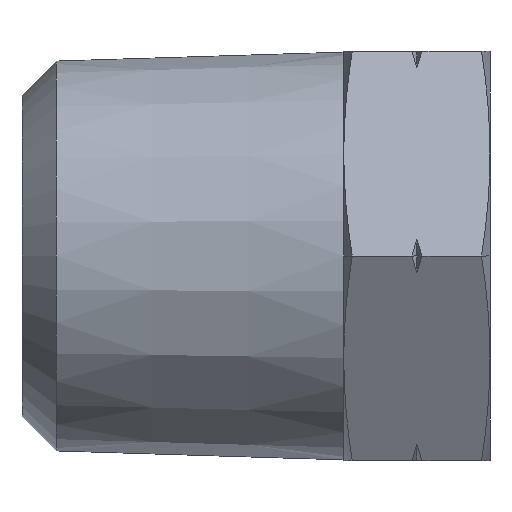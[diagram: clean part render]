
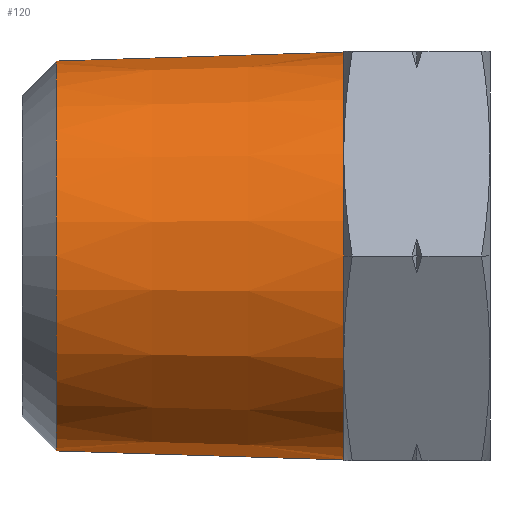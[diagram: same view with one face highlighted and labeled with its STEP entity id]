
A CAD part, left-side view. The second image highlights one B-rep face of the part: STEP entity #120.
In plain terms, the highlighted conical face has half-angle 1.78 degrees and reference radius 6.817 mm.
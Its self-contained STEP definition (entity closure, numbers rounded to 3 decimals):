
#120=ADVANCED_FACE('',(#266),#267,.T.);
#266=FACE_OUTER_BOUND('',#435,.T.);
#267=CONICAL_SURFACE('',#436,6.817,0.031);
#435=EDGE_LOOP('',(#714,#715,#716,#717));
#436=AXIS2_PLACEMENT_3D('',#718,#719,#720);
#714=ORIENTED_EDGE('',*,*,#1100,.F.);
#715=ORIENTED_EDGE('',*,*,#1101,.F.);
#716=ORIENTED_EDGE('',*,*,#1102,.F.);
#717=ORIENTED_EDGE('',*,*,#1087,.T.);
#718=CARTESIAN_POINT('',(0.0,9.917,0.0));
#719=DIRECTION('',(-0.0,-1.0,0.0));
#720=DIRECTION('',(0.0,0.0,1.0));
#1087=EDGE_CURVE('',#1319,#1318,#1321,.T.);
#1100=EDGE_CURVE('',#1337,#1318,#1338,.T.);
#1101=EDGE_CURVE('',#1339,#1337,#1340,.T.);
#1102=EDGE_CURVE('',#1319,#1339,#1341,.T.);
#1318=VERTEX_POINT('',#1799);
#1319=VERTEX_POINT('',#1800);
#1321=CIRCLE('',#1802,6.97);
#1337=VERTEX_POINT('',#1827);
#1338=LINE('',#1828,#1829);
#1339=VERTEX_POINT('',#1830);
#1340=CIRCLE('',#1831,6.664);
#1341=LINE('',#1832,#1833);
#1799=CARTESIAN_POINT('',(0.0,5.0,6.97));
#1800=CARTESIAN_POINT('',(0.,5.0,-6.97));
#1802=AXIS2_PLACEMENT_3D('',#2137,#2138,#2139);
#1827=CARTESIAN_POINT('',(0.0,14.835,6.664));
#1828=CARTESIAN_POINT('',(0.,9.917,6.817));
#1829=VECTOR('',#2161,1.0);
#1830=CARTESIAN_POINT('',(0.,14.835,-6.664));
#1831=AXIS2_PLACEMENT_3D('',#2162,#2163,#2164);
#1832=CARTESIAN_POINT('',(0.,9.917,-6.817));
#1833=VECTOR('',#2165,1.0);
#2137=CARTESIAN_POINT('',(0.0,5.0,0.0));
#2138=DIRECTION('',(0.0,1.0,0.0));
#2139=DIRECTION('',(0.0,0.0,1.0));
#2161=DIRECTION('',(0.,-1.,0.031));
#2162=CARTESIAN_POINT('',(0.0,14.835,0.0));
#2163=DIRECTION('',(0.0,1.0,0.0));
#2164=DIRECTION('',(0.0,0.0,1.0));
#2165=DIRECTION('',(0.,1.,0.031));
